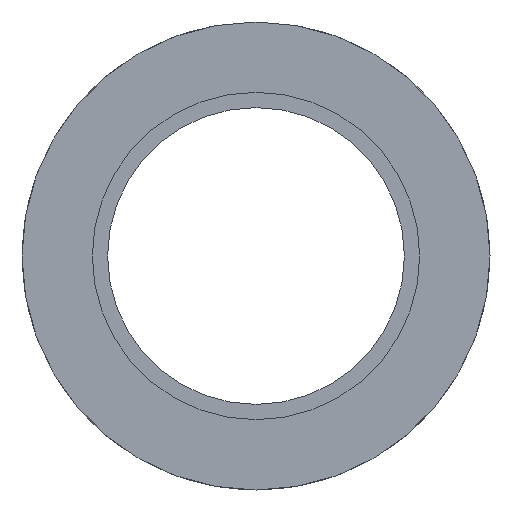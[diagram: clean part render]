
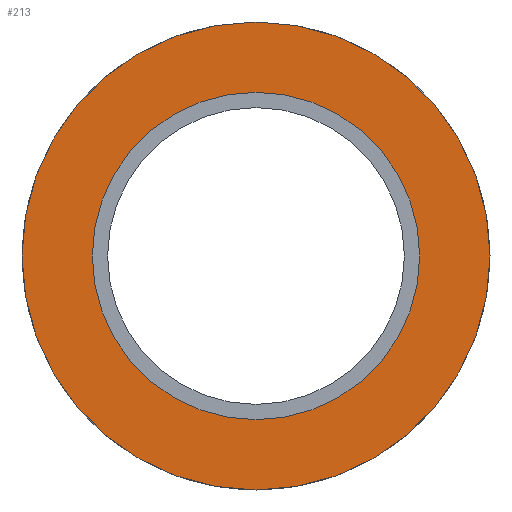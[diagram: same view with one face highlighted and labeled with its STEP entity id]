
A CAD part, front view. The second image highlights one B-rep face of the part: STEP entity #213.
In plain terms, the highlighted planar face has unit normal (0, -1, 0).
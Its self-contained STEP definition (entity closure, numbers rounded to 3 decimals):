
#22 = CARTESIAN_POINT ( 'NONE',  ( 0., 0., 37.45 ) ) ;
#42 = DIRECTION ( 'NONE',  ( 0., 1., 0. ) ) ;
#61 = CIRCLE ( 'NONE', #224, 26.2 ) ;
#70 = CARTESIAN_POINT ( 'NONE',  ( 0., 0., 0. ) ) ;
#71 = ORIENTED_EDGE ( 'NONE', *, *, #141, .F. ) ;
#74 = PLANE ( 'NONE',  #83 ) ;
#81 = EDGE_LOOP ( 'NONE', ( #71 ) ) ;
#83 = AXIS2_PLACEMENT_3D ( 'NONE', #152, #231, #252 ) ;
#96 = CARTESIAN_POINT ( 'NONE',  ( 0., 0., 0. ) ) ;
#110 = DIRECTION ( 'NONE',  ( 0., 1., 0. ) ) ;
#128 = CARTESIAN_POINT ( 'NONE',  ( 0., 0., 26.2 ) ) ;
#141 = EDGE_CURVE ( 'NONE', #236, #236, #162, .T. ) ;
#152 = CARTESIAN_POINT ( 'NONE',  ( 0., 0., 0. ) ) ;
#162 = CIRCLE ( 'NONE', #187, 37.45 ) ;
#164 = EDGE_LOOP ( 'NONE', ( #203 ) ) ;
#174 = VERTEX_POINT ( 'NONE', #128 ) ;
#185 = DIRECTION ( 'NONE',  ( 0., 0., 1. ) ) ;
#187 = AXIS2_PLACEMENT_3D ( 'NONE', #96, #42, #185 ) ;
#202 = FACE_BOUND ( 'NONE', #164, .T. ) ;
#203 = ORIENTED_EDGE ( 'NONE', *, *, #253, .T. ) ;
#204 = FACE_OUTER_BOUND ( 'NONE', #81, .T. ) ;
#213 = ADVANCED_FACE ( 'NONE', ( #202, #204 ), #74, .F. ) ;
#224 = AXIS2_PLACEMENT_3D ( 'NONE', #70, #110, #243 ) ;
#231 = DIRECTION ( 'NONE',  ( 0., 1., 0. ) ) ;
#236 = VERTEX_POINT ( 'NONE', #22 ) ;
#243 = DIRECTION ( 'NONE',  ( 0., 0., 1. ) ) ;
#252 = DIRECTION ( 'NONE',  ( 0., 0., 1. ) ) ;
#253 = EDGE_CURVE ( 'NONE', #174, #174, #61, .T. ) ;
